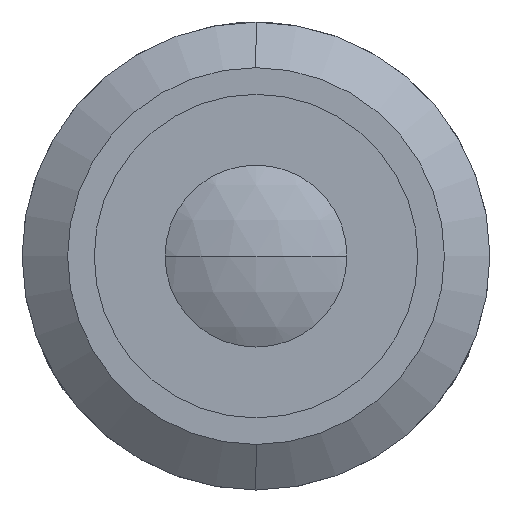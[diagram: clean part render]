
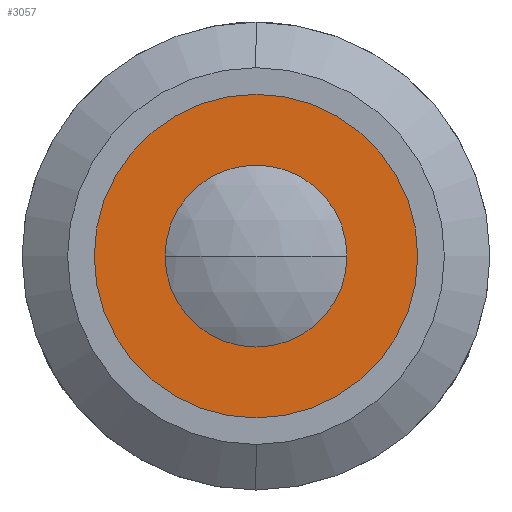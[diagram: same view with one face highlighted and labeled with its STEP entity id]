
A CAD part, left-side view. The second image highlights one B-rep face of the part: STEP entity #3057.
In plain terms, the highlighted planar face has unit normal (-1, 0, 0).
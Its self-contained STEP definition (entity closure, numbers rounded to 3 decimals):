
#4 = DIRECTION ( 'NONE',  ( 1., 0., 0. ) ) ;
#11 = DIRECTION ( 'NONE',  ( 0., 0., 1. ) ) ;
#67 = ORIENTED_EDGE ( 'NONE', *, *, #4269, .T. ) ;
#110 = CARTESIAN_POINT ( 'NONE',  ( 3.8, 0., -7. ) ) ;
#193 = ORIENTED_EDGE ( 'NONE', *, *, #4473, .F. ) ;
#226 = VERTEX_POINT ( 'NONE', #797 ) ;
#263 = CIRCLE ( 'NONE', #3957, 13. ) ;
#354 = CARTESIAN_POINT ( 'NONE',  ( 3.8, 0., -13. ) ) ;
#410 = CIRCLE ( 'NONE', #2234, 7. ) ;
#797 = CARTESIAN_POINT ( 'NONE',  ( 3.8, 0., 7. ) ) ;
#990 = DIRECTION ( 'NONE',  ( -1., 0., 0. ) ) ;
#1056 = CIRCLE ( 'NONE', #3437, 13. ) ;
#1071 = DIRECTION ( 'NONE',  ( -1., 0., 0. ) ) ;
#1171 = CARTESIAN_POINT ( 'NONE',  ( 3.8, 0., 13. ) ) ;
#1213 = DIRECTION ( 'NONE',  ( 0., 0., 1. ) ) ;
#1508 = EDGE_LOOP ( 'NONE', ( #1958, #193 ) ) ;
#1736 = EDGE_CURVE ( 'NONE', #3422, #2754, #1056, .T. ) ;
#1741 = FACE_OUTER_BOUND ( 'NONE', #4139, .T. ) ;
#1748 = CARTESIAN_POINT ( 'NONE',  ( 3.8, 0., 0. ) ) ;
#1820 = CARTESIAN_POINT ( 'NONE',  ( 3.8, 0., 0. ) ) ;
#1926 = VERTEX_POINT ( 'NONE', #110 ) ;
#1958 = ORIENTED_EDGE ( 'NONE', *, *, #3088, .F. ) ;
#2153 = CARTESIAN_POINT ( 'NONE',  ( 3.8, 0., 0. ) ) ;
#2185 = DIRECTION ( 'NONE',  ( 0., 0., -1. ) ) ;
#2234 = AXIS2_PLACEMENT_3D ( 'NONE', #2153, #1071, #3870 ) ;
#2386 = AXIS2_PLACEMENT_3D ( 'NONE', #1820, #3556, #1213 ) ;
#2416 = FACE_BOUND ( 'NONE', #1508, .T. ) ;
#2598 = AXIS2_PLACEMENT_3D ( 'NONE', #3115, #4, #2185 ) ;
#2754 = VERTEX_POINT ( 'NONE', #1171 ) ;
#3057 = ADVANCED_FACE ( 'NONE', ( #2416, #1741 ), #3787, .F. ) ;
#3088 = EDGE_CURVE ( 'NONE', #226, #1926, #3743, .T. ) ;
#3092 = ORIENTED_EDGE ( 'NONE', *, *, #1736, .T. ) ;
#3115 = CARTESIAN_POINT ( 'NONE',  ( 3.8, 13., 0. ) ) ;
#3275 = CARTESIAN_POINT ( 'NONE',  ( 3.8, 0., 0. ) ) ;
#3422 = VERTEX_POINT ( 'NONE', #354 ) ;
#3437 = AXIS2_PLACEMENT_3D ( 'NONE', #1748, #990, #11 ) ;
#3556 = DIRECTION ( 'NONE',  ( -1., 0., 0. ) ) ;
#3743 = CIRCLE ( 'NONE', #2386, 7. ) ;
#3787 = PLANE ( 'NONE',  #2598 ) ;
#3870 = DIRECTION ( 'NONE',  ( 0., 0., 1. ) ) ;
#3957 = AXIS2_PLACEMENT_3D ( 'NONE', #3275, #4032, #4396 ) ;
#4032 = DIRECTION ( 'NONE',  ( -1., 0., 0. ) ) ;
#4139 = EDGE_LOOP ( 'NONE', ( #67, #3092 ) ) ;
#4269 = EDGE_CURVE ( 'NONE', #2754, #3422, #263, .T. ) ;
#4396 = DIRECTION ( 'NONE',  ( 0., 0., 1. ) ) ;
#4473 = EDGE_CURVE ( 'NONE', #1926, #226, #410, .T. ) ;
